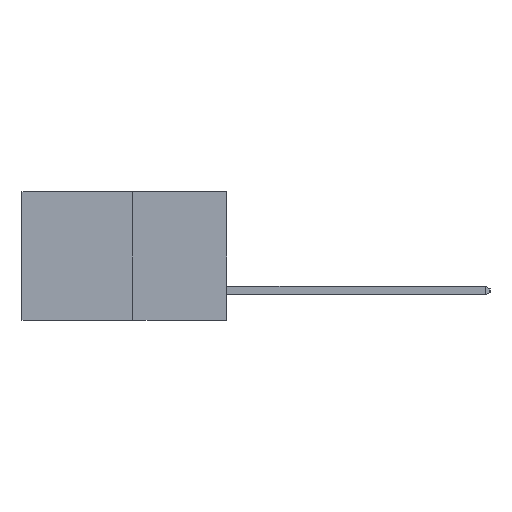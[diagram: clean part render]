
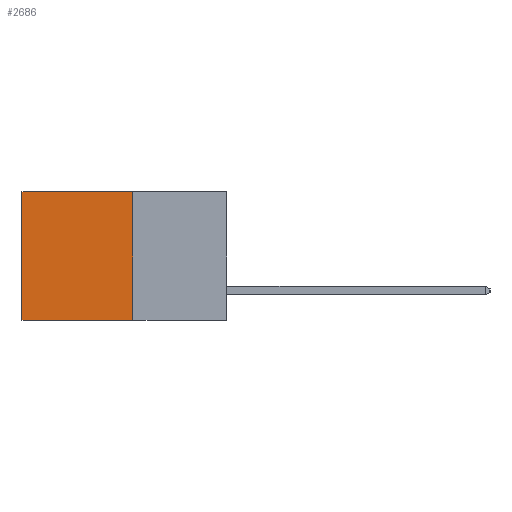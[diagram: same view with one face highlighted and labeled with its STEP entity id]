
A CAD part, left-side view. The second image highlights one B-rep face of the part: STEP entity #2686.
In plain terms, the highlighted planar face has unit normal (-1, 0, 0).
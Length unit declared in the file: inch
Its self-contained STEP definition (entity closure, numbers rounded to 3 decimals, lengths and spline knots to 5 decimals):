
#232 = CARTESIAN_POINT ( 'NONE',  ( 0.277, 0.27, 0. ) ) ;
#614 = LINE ( 'NONE', #3900, #4485 ) ;
#652 = ORIENTED_EDGE ( 'NONE', *, *, #8601, .T. ) ;
#1065 = FACE_OUTER_BOUND ( 'NONE', #7627, .T. ) ;
#1505 = DIRECTION ( 'NONE',  ( 0., 1., 0. ) ) ;
#1731 = VECTOR ( 'NONE', #7716, 39.37008 ) ;
#2520 = VERTEX_POINT ( 'NONE', #232 ) ;
#2686 = ADVANCED_FACE ( 'NONE', ( #1065 ), #7384, .F. ) ;
#2790 = VERTEX_POINT ( 'NONE', #9262 ) ;
#2889 = EDGE_CURVE ( 'NONE', #2520, #3091, #9406, .T. ) ;
#3025 = EDGE_CURVE ( 'NONE', #2520, #2790, #8495, .T. ) ;
#3091 = VERTEX_POINT ( 'NONE', #6489 ) ;
#3255 = CARTESIAN_POINT ( 'NONE',  ( 0.277, 0.27, -0.37 ) ) ;
#3492 = VECTOR ( 'NONE', #4244, 39.37008 ) ;
#3694 = CARTESIAN_POINT ( 'NONE',  ( 0.277, 0.27, -0.37 ) ) ;
#3801 = LINE ( 'NONE', #3255, #1731 ) ;
#3900 = CARTESIAN_POINT ( 'NONE',  ( 0.277, 0.59, -0.37 ) ) ;
#3934 = CARTESIAN_POINT ( 'NONE',  ( 0.277, 0.27, 0. ) ) ;
#4244 = DIRECTION ( 'NONE',  ( 0., 0., -1. ) ) ;
#4485 = VECTOR ( 'NONE', #4635, 39.37008 ) ;
#4635 = DIRECTION ( 'NONE',  ( 0., 0., -1. ) ) ;
#5362 = AXIS2_PLACEMENT_3D ( 'NONE', #6717, #7252, #6828 ) ;
#5552 = CARTESIAN_POINT ( 'NONE',  ( 0.277, 0.59, -0.37 ) ) ;
#6284 = VECTOR ( 'NONE', #1505, 39.37008 ) ;
#6489 = CARTESIAN_POINT ( 'NONE',  ( 0.277, 0.27, -0.37 ) ) ;
#6717 = CARTESIAN_POINT ( 'NONE',  ( 0.277, 0.27, -0.37 ) ) ;
#6828 = DIRECTION ( 'NONE',  ( 0., 0., -1. ) ) ;
#7015 = EDGE_CURVE ( 'NONE', #3091, #8768, #3801, .T. ) ;
#7252 = DIRECTION ( 'NONE',  ( 1., 0., 0. ) ) ;
#7372 = ORIENTED_EDGE ( 'NONE', *, *, #3025, .T. ) ;
#7384 = PLANE ( 'NONE',  #5362 ) ;
#7627 = EDGE_LOOP ( 'NONE', ( #652, #8039, #8125, #7372 ) ) ;
#7716 = DIRECTION ( 'NONE',  ( 0., 1., 0. ) ) ;
#8039 = ORIENTED_EDGE ( 'NONE', *, *, #7015, .F. ) ;
#8125 = ORIENTED_EDGE ( 'NONE', *, *, #2889, .F. ) ;
#8495 = LINE ( 'NONE', #3934, #6284 ) ;
#8601 = EDGE_CURVE ( 'NONE', #2790, #8768, #614, .T. ) ;
#8768 = VERTEX_POINT ( 'NONE', #5552 ) ;
#9262 = CARTESIAN_POINT ( 'NONE',  ( 0.277, 0.59, 0. ) ) ;
#9406 = LINE ( 'NONE', #3694, #3492 ) ;
